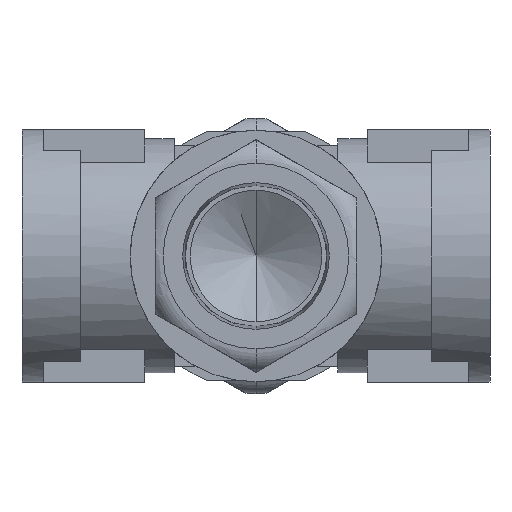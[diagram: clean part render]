
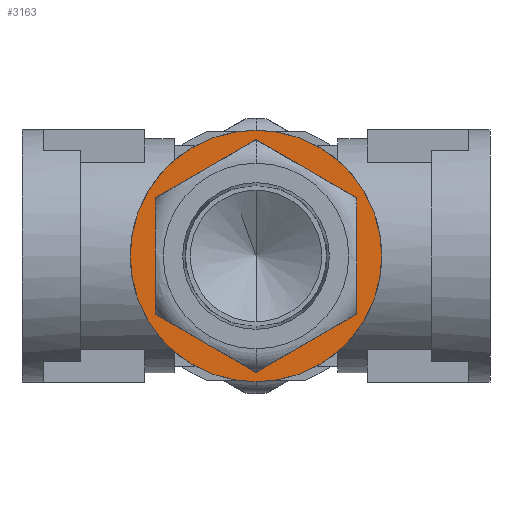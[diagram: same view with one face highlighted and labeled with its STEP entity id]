
A CAD part, front view. The second image highlights one B-rep face of the part: STEP entity #3163.
In plain terms, the highlighted planar face has unit normal (0, -1, 0).
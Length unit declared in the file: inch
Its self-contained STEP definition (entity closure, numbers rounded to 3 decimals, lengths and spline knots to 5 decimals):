
#34 = ORIENTED_EDGE ( 'NONE', *, *, #875, .F. ) ;
#35 = CIRCLE ( 'NONE', #4087, 0.5375 ) ;
#61 = DIRECTION ( 'NONE',  ( 0.866, 0., 0.5 ) ) ;
#68 = CARTESIAN_POINT ( 'NONE',  ( 0., -0.75, 0. ) ) ;
#74 = EDGE_CURVE ( 'NONE', #2252, #983, #1948, .T. ) ;
#135 = LINE ( 'NONE', #318, #1049 ) ;
#174 = CIRCLE ( 'NONE', #1091, 0.5375 ) ;
#213 = DIRECTION ( 'NONE',  ( 0., 0., 1. ) ) ;
#317 = LINE ( 'NONE', #4703, #3233 ) ;
#318 = CARTESIAN_POINT ( 'NONE',  ( 0., -0.75, 0.49652 ) ) ;
#391 = DIRECTION ( 'NONE',  ( 0., -1., 0. ) ) ;
#442 = DIRECTION ( 'NONE',  ( 0., 0., -1. ) ) ;
#515 = EDGE_CURVE ( 'NONE', #628, #1882, #4673, .T. ) ;
#551 = AXIS2_PLACEMENT_3D ( 'NONE', #2784, #2046, #4700 ) ;
#616 = VECTOR ( 'NONE', #213, 39.37008 ) ;
#628 = VERTEX_POINT ( 'NONE', #2574 ) ;
#705 = DIRECTION ( 'NONE',  ( -0.866, 0., -0.5 ) ) ;
#721 = EDGE_CURVE ( 'NONE', #4590, #1141, #135, .T. ) ;
#875 = EDGE_CURVE ( 'NONE', #1882, #4590, #317, .T. ) ;
#933 = CARTESIAN_POINT ( 'NONE',  ( 0., -0.75, 0.5375 ) ) ;
#942 = EDGE_CURVE ( 'NONE', #983, #628, #4146, .T. ) ;
#983 = VERTEX_POINT ( 'NONE', #2752 ) ;
#1049 = VECTOR ( 'NONE', #705, 39.37008 ) ;
#1091 = AXIS2_PLACEMENT_3D ( 'NONE', #2694, #391, #3071 ) ;
#1141 = VERTEX_POINT ( 'NONE', #1781 ) ;
#1388 = ORIENTED_EDGE ( 'NONE', *, *, #515, .F. ) ;
#1406 = ORIENTED_EDGE ( 'NONE', *, *, #2456, .T. ) ;
#1591 = CARTESIAN_POINT ( 'NONE',  ( 0., -0.75, -0.49652 ) ) ;
#1731 = FACE_BOUND ( 'NONE', #1857, .T. ) ;
#1744 = CARTESIAN_POINT ( 'NONE',  ( 0.43, -0.75, -0.24826 ) ) ;
#1773 = CARTESIAN_POINT ( 'NONE',  ( 0., -0.75, 0.49652 ) ) ;
#1781 = CARTESIAN_POINT ( 'NONE',  ( -0.43, -0.75, 0.24826 ) ) ;
#1799 = DIRECTION ( 'NONE',  ( 0.866, 0., -0.5 ) ) ;
#1857 = EDGE_LOOP ( 'NONE', ( #4411, #2582, #2361, #3174, #34, #1388 ) ) ;
#1882 = VERTEX_POINT ( 'NONE', #2357 ) ;
#1948 = LINE ( 'NONE', #3718, #3855 ) ;
#2046 = DIRECTION ( 'NONE',  ( 0., -1., 0. ) ) ;
#2252 = VERTEX_POINT ( 'NONE', #3215 ) ;
#2253 = VERTEX_POINT ( 'NONE', #933 ) ;
#2357 = CARTESIAN_POINT ( 'NONE',  ( 0.43, -0.75, 0.24826 ) ) ;
#2361 = ORIENTED_EDGE ( 'NONE', *, *, #4679, .F. ) ;
#2456 = EDGE_CURVE ( 'NONE', #2253, #2528, #35, .T. ) ;
#2528 = VERTEX_POINT ( 'NONE', #3546 ) ;
#2574 = CARTESIAN_POINT ( 'NONE',  ( 0.43, -0.75, -0.24826 ) ) ;
#2582 = ORIENTED_EDGE ( 'NONE', *, *, #74, .F. ) ;
#2694 = CARTESIAN_POINT ( 'NONE',  ( 0., -0.75, 0. ) ) ;
#2699 = VECTOR ( 'NONE', #3352, 39.37008 ) ;
#2748 = DIRECTION ( 'NONE',  ( 0., -1., 0. ) ) ;
#2752 = CARTESIAN_POINT ( 'NONE',  ( 0., -0.75, -0.49652 ) ) ;
#2784 = CARTESIAN_POINT ( 'NONE',  ( 0., -0.75, 0. ) ) ;
#3071 = DIRECTION ( 'NONE',  ( 0., 0., -1. ) ) ;
#3163 = ADVANCED_FACE ( 'NONE', ( #1731, #3771 ), #4324, .T. ) ;
#3174 = ORIENTED_EDGE ( 'NONE', *, *, #721, .F. ) ;
#3215 = CARTESIAN_POINT ( 'NONE',  ( -0.43, -0.75, -0.24826 ) ) ;
#3233 = VECTOR ( 'NONE', #4308, 39.37008 ) ;
#3317 = CARTESIAN_POINT ( 'NONE',  ( -0.43, -0.75, 0.24826 ) ) ;
#3352 = DIRECTION ( 'NONE',  ( 0., 0., -1. ) ) ;
#3546 = CARTESIAN_POINT ( 'NONE',  ( 0., -0.75, -0.5375 ) ) ;
#3718 = CARTESIAN_POINT ( 'NONE',  ( -0.43, -0.75, -0.24826 ) ) ;
#3771 = FACE_OUTER_BOUND ( 'NONE', #4460, .T. ) ;
#3855 = VECTOR ( 'NONE', #1799, 39.37008 ) ;
#3953 = LINE ( 'NONE', #3317, #2699 ) ;
#4019 = VECTOR ( 'NONE', #61, 39.37008 ) ;
#4087 = AXIS2_PLACEMENT_3D ( 'NONE', #68, #2748, #442 ) ;
#4146 = LINE ( 'NONE', #1591, #4019 ) ;
#4308 = DIRECTION ( 'NONE',  ( -0.866, 0., 0.5 ) ) ;
#4324 = PLANE ( 'NONE',  #551 ) ;
#4411 = ORIENTED_EDGE ( 'NONE', *, *, #942, .F. ) ;
#4460 = EDGE_LOOP ( 'NONE', ( #1406, #4813 ) ) ;
#4590 = VERTEX_POINT ( 'NONE', #1773 ) ;
#4673 = LINE ( 'NONE', #1744, #616 ) ;
#4679 = EDGE_CURVE ( 'NONE', #1141, #2252, #3953, .T. ) ;
#4700 = DIRECTION ( 'NONE',  ( 0., 0., -1. ) ) ;
#4703 = CARTESIAN_POINT ( 'NONE',  ( 0.43, -0.75, 0.24826 ) ) ;
#4813 = ORIENTED_EDGE ( 'NONE', *, *, #4914, .T. ) ;
#4914 = EDGE_CURVE ( 'NONE', #2528, #2253, #174, .T. ) ;
